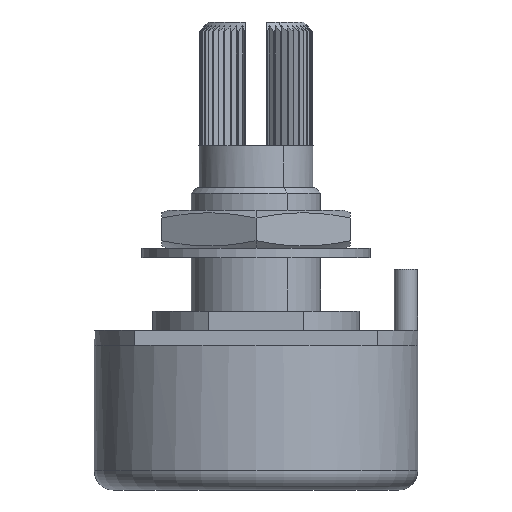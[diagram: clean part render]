
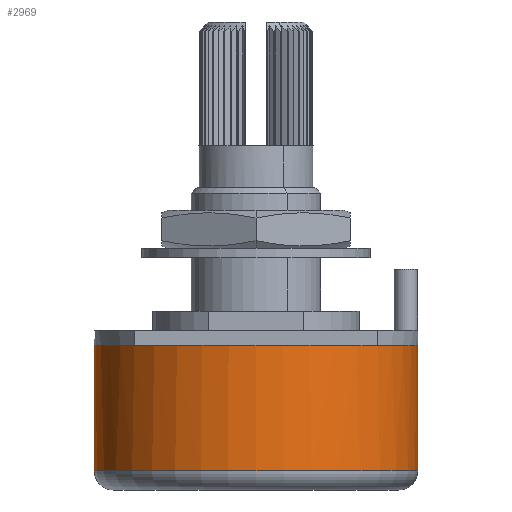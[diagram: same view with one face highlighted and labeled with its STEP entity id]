
A CAD part, left-side view. The second image highlights one B-rep face of the part: STEP entity #2969.
In plain terms, the highlighted cylindrical face has radius 8.5 mm (diameter 17 mm), a partial arc.
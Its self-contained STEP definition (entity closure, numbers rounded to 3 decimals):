
#57 = EDGE_CURVE ( 'NONE', #6155, #5064, #1128, .T. ) ;
#107 = EDGE_CURVE ( 'NONE', #4722, #6155, #5284, .T. ) ;
#328 = VERTEX_POINT ( 'NONE', #8309 ) ;
#329 = AXIS2_PLACEMENT_3D ( 'NONE', #1421, #1460, #2136 ) ;
#367 = EDGE_CURVE ( 'NONE', #5064, #328, #5822, .T. ) ;
#453 = CARTESIAN_POINT ( 'NONE',  ( 0., 8.5, 0. ) ) ;
#474 = CARTESIAN_POINT ( 'NONE',  ( 0., 0., -3.8 ) ) ;
#535 = CIRCLE ( 'NONE', #4703, 8.5 ) ;
#642 = AXIS2_PLACEMENT_3D ( 'NONE', #474, #3757, #1146 ) ;
#735 = CARTESIAN_POINT ( 'NONE',  ( 0., 0., 0. ) ) ;
#1128 = CIRCLE ( 'NONE', #329, 8.5 ) ;
#1146 = DIRECTION ( 'NONE',  ( 0., 1., 0. ) ) ;
#1227 = FACE_OUTER_BOUND ( 'NONE', #3132, .T. ) ;
#1330 = ORIENTED_EDGE ( 'NONE', *, *, #7475, .T. ) ;
#1394 = AXIS2_PLACEMENT_3D ( 'NONE', #735, #3393, #6533 ) ;
#1421 = CARTESIAN_POINT ( 'NONE',  ( 0., 0., 0. ) ) ;
#1460 = DIRECTION ( 'NONE',  ( 0., 0., 1. ) ) ;
#1772 = CYLINDRICAL_SURFACE ( 'NONE', #642, 8.5 ) ;
#2136 = DIRECTION ( 'NONE',  ( 1., 0., 0. ) ) ;
#2431 = VERTEX_POINT ( 'NONE', #4215 ) ;
#2820 = DIRECTION ( 'NONE',  ( 0., 0., 1. ) ) ;
#2969 = ADVANCED_FACE ( 'NONE', ( #1227 ), #1772, .T. ) ;
#3063 = CARTESIAN_POINT ( 'NONE',  ( 0., -8.5, -1.8 ) ) ;
#3132 = EDGE_LOOP ( 'NONE', ( #6661, #8225, #5327, #7308, #1330, #6605 ) ) ;
#3318 = DIRECTION ( 'NONE',  ( 0., 0., 1. ) ) ;
#3393 = DIRECTION ( 'NONE',  ( 0., 0., 1. ) ) ;
#3757 = DIRECTION ( 'NONE',  ( 0., 0., 1. ) ) ;
#3799 = VECTOR ( 'NONE', #5053, 1000. ) ;
#4203 = CARTESIAN_POINT ( 'NONE',  ( 0., 8.5, -6.6 ) ) ;
#4215 = CARTESIAN_POINT ( 'NONE',  ( 0., -8.5, -6.6 ) ) ;
#4385 = LINE ( 'NONE', #6868, #3799 ) ;
#4579 = CARTESIAN_POINT ( 'NONE',  ( 0., 0., 0. ) ) ;
#4621 = VERTEX_POINT ( 'NONE', #4203 ) ;
#4703 = AXIS2_PLACEMENT_3D ( 'NONE', #5920, #2820, #7262 ) ;
#4722 = VERTEX_POINT ( 'NONE', #453 ) ;
#4779 = CARTESIAN_POINT ( 'NONE',  ( -5.6, -6.395, 0. ) ) ;
#4794 = EDGE_CURVE ( 'NONE', #328, #2431, #5028, .T. ) ;
#5028 = LINE ( 'NONE', #3063, #7747 ) ;
#5053 = DIRECTION ( 'NONE',  ( 0., 0., -1. ) ) ;
#5064 = VERTEX_POINT ( 'NONE', #4779 ) ;
#5284 = CIRCLE ( 'NONE', #5958, 8.5 ) ;
#5327 = ORIENTED_EDGE ( 'NONE', *, *, #57, .F. ) ;
#5497 = CARTESIAN_POINT ( 'NONE',  ( -5.6, 6.395, 0. ) ) ;
#5628 = EDGE_CURVE ( 'NONE', #4621, #2431, #535, .T. ) ;
#5822 = CIRCLE ( 'NONE', #1394, 8.5 ) ;
#5876 = DIRECTION ( 'NONE',  ( 1., 0., 0. ) ) ;
#5920 = CARTESIAN_POINT ( 'NONE',  ( 0., 0., -6.6 ) ) ;
#5958 = AXIS2_PLACEMENT_3D ( 'NONE', #4579, #3318, #5876 ) ;
#6155 = VERTEX_POINT ( 'NONE', #5497 ) ;
#6533 = DIRECTION ( 'NONE',  ( 1., 0., 0. ) ) ;
#6605 = ORIENTED_EDGE ( 'NONE', *, *, #5628, .T. ) ;
#6661 = ORIENTED_EDGE ( 'NONE', *, *, #4794, .F. ) ;
#6868 = CARTESIAN_POINT ( 'NONE',  ( 0., 8.5, -1.8 ) ) ;
#7262 = DIRECTION ( 'NONE',  ( 1., 0., 0. ) ) ;
#7308 = ORIENTED_EDGE ( 'NONE', *, *, #107, .F. ) ;
#7475 = EDGE_CURVE ( 'NONE', #4722, #4621, #4385, .T. ) ;
#7747 = VECTOR ( 'NONE', #8268, 1000. ) ;
#8225 = ORIENTED_EDGE ( 'NONE', *, *, #367, .F. ) ;
#8268 = DIRECTION ( 'NONE',  ( 0., 0., -1. ) ) ;
#8309 = CARTESIAN_POINT ( 'NONE',  ( 0., -8.5, 0. ) ) ;
